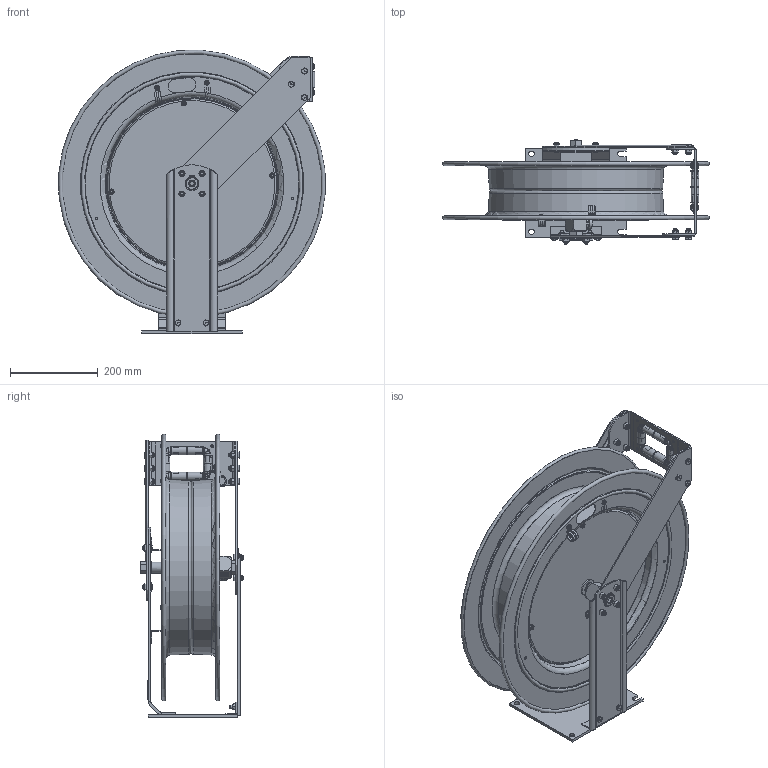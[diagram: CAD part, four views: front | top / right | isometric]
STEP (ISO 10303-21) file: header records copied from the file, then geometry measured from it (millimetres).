
FILE_DESCRIPTION(/* description */ (''),/* implementation_level */ '2;1');
FILE_NAME(/* name */ 'EZ-TSH-3100_SHARED.stp',/* time_stamp */ '2020-01-24T09:59:35-07:00',/* author */ ('NMelton'),/* organization */ (''),/* preprocessor_version */ 'ST-DEVELOPER v17',/* originating_system */ 'Autodesk Inventor 2019',/* authorisation */ '');
FILE_SCHEMA (('AUTOMOTIVE_DESIGN { 1 0 10303 214 3 1 1 }'));
Products named in the file (1): EZ-TSH-3100_SHARED
Bounding box: 607.97 x 237.12 x 646.63 mm (x, y, z)
Surface area: 2111748.7 mm2 (no closed solid volume)
Topology: 0 solids, 226 shells, 2809 faces, 12468 edges, 9465 vertices
Faces by surface type: plane 1313, cylinder 714, bspline 343, cone 257, torus 110, sphere 72
Full cylindrical faces by diameter (mm): 1.981 x2, 2.159 x1, 2.54 x1, 3.048 x1, 4.699 x4, 4.826 x2, 4.978 x1, 5.588 x7, 6.35 x8, 7.938 x12, 8.636 x4, 9.525 x2, 10.414 x1, 11.43 x12, 12.192 x16, 12.7 x2, 15.875 x1, 19.05 x7, 25.324 x1, 25.362 x1, 26.314 x1, 27.94 x2, 28.448 x1, 29.134 x1, 30.15 x2, 39.624 x1, 44.044 x1, 385.064 x1, 387.35 x1, 390.388 x1
Entity records: 134909 total; most frequent: CARTESIAN_POINT 38380, ORIENTED_EDGE 17658, DIRECTION 17490, EDGE_CURVE 12349, VERTEX_POINT 9465, LINE 6560, VECTOR 6560, AXIS2_PLACEMENT_3D 5465
